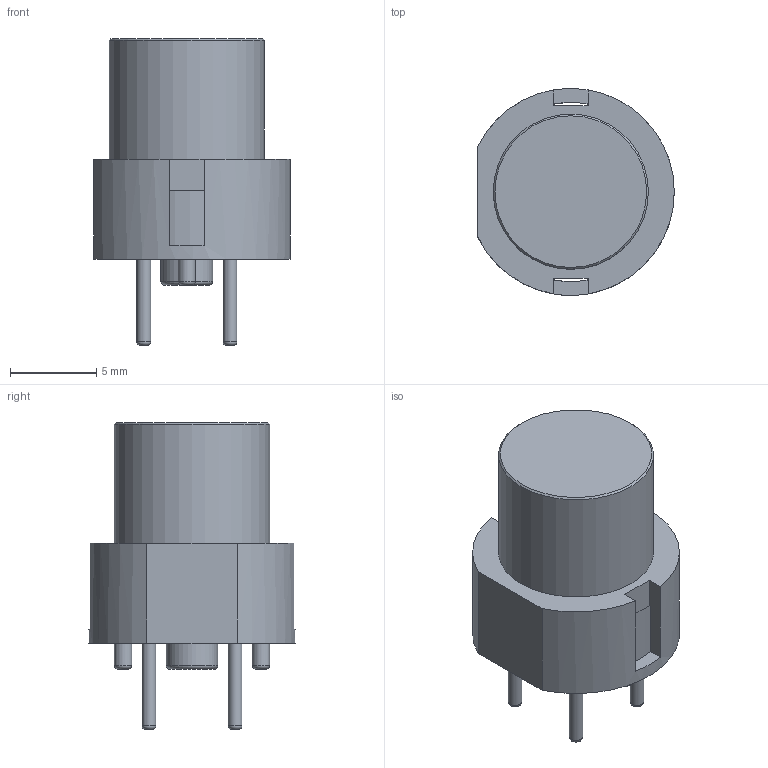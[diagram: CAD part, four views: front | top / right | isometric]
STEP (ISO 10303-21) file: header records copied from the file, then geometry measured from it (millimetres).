
FILE_DESCRIPTION(('FreeCAD Model'),'2;1');
FILE_NAME('SW-PUSH-D6R-R.step','2018-11-16T16:06:07',('kicad StepUp'),('ksu MCAD'), 'Open CASCADE STEP processor 7.3','FreeCAD','Unknown');
FILE_SCHEMA(('AUTOMOTIVE_DESIGN { 1 0 10303 214 1 1 1 1 }'));
Length unit declared in the file: millimetre
Products named in the file (1): SW-PUSH-D6R-R
Bounding box: 11.4 x 11.98 x 17.8 mm (x, y, z)
Volume: 1041.6 mm3; surface area: 946.4 mm2
Topology: 1 solids, 1 shells, 43 faces, 97 edges, 62 vertices
Faces by surface type: plane 23, cylinder 12, torus 7, cone 1
Full cylindrical faces by diameter (mm): 0.8 x4, 1 x2, 3 x1, 9 x1
Entity records: 1537 total; most frequent: DIRECTION 232, CARTESIAN_POINT 203, ORIENTED_EDGE 194, EDGE_CURVE 97, AXIS2_PLACEMENT_3D 91, VERTEX_POINT 62, FACE_BOUND 53, EDGE_LOOP 53
